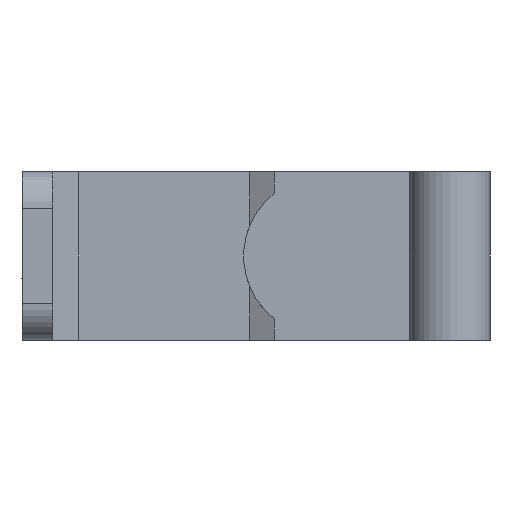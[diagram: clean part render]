
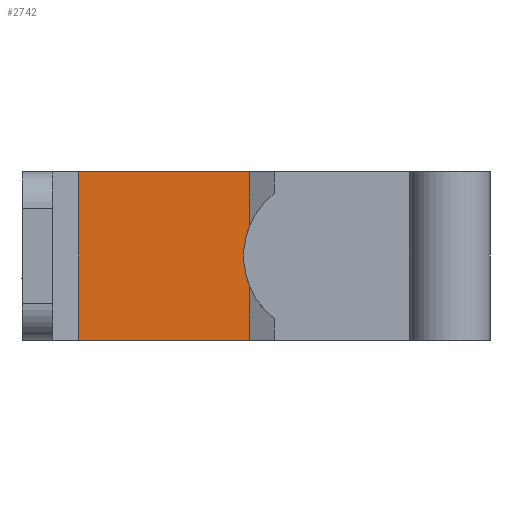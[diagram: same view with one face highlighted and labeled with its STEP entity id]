
A CAD part, front view. The second image highlights one B-rep face of the part: STEP entity #2742.
In plain terms, the highlighted planar face has unit normal (0, -1, 0).
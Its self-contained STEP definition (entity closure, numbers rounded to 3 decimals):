
#219 = DIRECTION ( 'NONE',  ( 1., 0., 0. ) ) ;
#373 = CARTESIAN_POINT ( 'NONE',  ( -16.345, -6.6, 9.4 ) ) ;
#403 = CARTESIAN_POINT ( 'NONE',  ( -30.345, -6.6, 13.8 ) ) ;
#473 = AXIS2_PLACEMENT_3D ( 'NONE', #474, #621, #6448 ) ;
#474 = CARTESIAN_POINT ( 'NONE',  ( -16.345, -6.6, 13.8 ) ) ;
#562 = VERTEX_POINT ( 'NONE', #3694 ) ;
#621 = DIRECTION ( 'NONE',  ( 0., -1., 0. ) ) ;
#818 = CARTESIAN_POINT ( 'NONE',  ( -10.345, -6.6, 6.9 ) ) ;
#946 = VECTOR ( 'NONE', #1102, 1000. ) ;
#966 = CARTESIAN_POINT ( 'NONE',  ( -16.345, -6.6, 13.8 ) ) ;
#1101 = AXIS2_PLACEMENT_3D ( 'NONE', #818, #4084, #219 ) ;
#1102 = DIRECTION ( 'NONE',  ( -1., 0., 0. ) ) ;
#1145 = CARTESIAN_POINT ( 'NONE',  ( -30.345, -6.6, 13.8 ) ) ;
#1619 = VERTEX_POINT ( 'NONE', #4673 ) ;
#1886 = ORIENTED_EDGE ( 'NONE', *, *, #5853, .F. ) ;
#1901 = CARTESIAN_POINT ( 'NONE',  ( -16.345, -6.6, 0. ) ) ;
#2078 = LINE ( 'NONE', #6429, #946 ) ;
#2363 = VECTOR ( 'NONE', #3645, 1000. ) ;
#2676 = EDGE_LOOP ( 'NONE', ( #4664, #3809, #5433, #4552, #1886, #4077 ) ) ;
#2695 = VERTEX_POINT ( 'NONE', #373 ) ;
#2732 = LINE ( 'NONE', #966, #6376 ) ;
#2737 = EDGE_CURVE ( 'NONE', #4049, #562, #5338, .T. ) ;
#2742 = ADVANCED_FACE ( 'NONE', ( #5488 ), #4273, .T. ) ;
#2960 = EDGE_CURVE ( 'NONE', #5350, #2695, #2732, .T. ) ;
#3308 = DIRECTION ( 'NONE',  ( 0., 0., -1. ) ) ;
#3645 = DIRECTION ( 'NONE',  ( -1., 0., 0. ) ) ;
#3694 = CARTESIAN_POINT ( 'NONE',  ( -16.345, -6.6, 0. ) ) ;
#3809 = ORIENTED_EDGE ( 'NONE', *, *, #2960, .F. ) ;
#3870 = VECTOR ( 'NONE', #4385, 1000. ) ;
#4049 = VERTEX_POINT ( 'NONE', #7035 ) ;
#4052 = EDGE_CURVE ( 'NONE', #5350, #5260, #2078, .T. ) ;
#4077 = ORIENTED_EDGE ( 'NONE', *, *, #2737, .F. ) ;
#4084 = DIRECTION ( 'NONE',  ( 0., -1., 0. ) ) ;
#4273 = PLANE ( 'NONE',  #473 ) ;
#4385 = DIRECTION ( 'NONE',  ( 0., 0., -1. ) ) ;
#4552 = ORIENTED_EDGE ( 'NONE', *, *, #4653, .T. ) ;
#4653 = EDGE_CURVE ( 'NONE', #5260, #1619, #4872, .T. ) ;
#4664 = ORIENTED_EDGE ( 'NONE', *, *, #6482, .F. ) ;
#4673 = CARTESIAN_POINT ( 'NONE',  ( -30.345, -6.6, 0. ) ) ;
#4872 = LINE ( 'NONE', #1145, #6748 ) ;
#5213 = LINE ( 'NONE', #1901, #2363 ) ;
#5260 = VERTEX_POINT ( 'NONE', #403 ) ;
#5338 = LINE ( 'NONE', #6483, #3870 ) ;
#5350 = VERTEX_POINT ( 'NONE', #7008 ) ;
#5433 = ORIENTED_EDGE ( 'NONE', *, *, #4052, .T. ) ;
#5488 = FACE_OUTER_BOUND ( 'NONE', #2676, .T. ) ;
#5718 = CIRCLE ( 'NONE', #1101, 6.5 ) ;
#5837 = DIRECTION ( 'NONE',  ( 0., 0., -1. ) ) ;
#5853 = EDGE_CURVE ( 'NONE', #562, #1619, #5213, .T. ) ;
#6376 = VECTOR ( 'NONE', #5837, 1000. ) ;
#6429 = CARTESIAN_POINT ( 'NONE',  ( -16.345, -6.6, 13.8 ) ) ;
#6448 = DIRECTION ( 'NONE',  ( 1., 0., 0. ) ) ;
#6482 = EDGE_CURVE ( 'NONE', #2695, #4049, #5718, .T. ) ;
#6483 = CARTESIAN_POINT ( 'NONE',  ( -16.345, -6.6, 13.8 ) ) ;
#6748 = VECTOR ( 'NONE', #3308, 1000. ) ;
#7008 = CARTESIAN_POINT ( 'NONE',  ( -16.345, -6.6, 13.8 ) ) ;
#7035 = CARTESIAN_POINT ( 'NONE',  ( -16.345, -6.6, 4.4 ) ) ;
